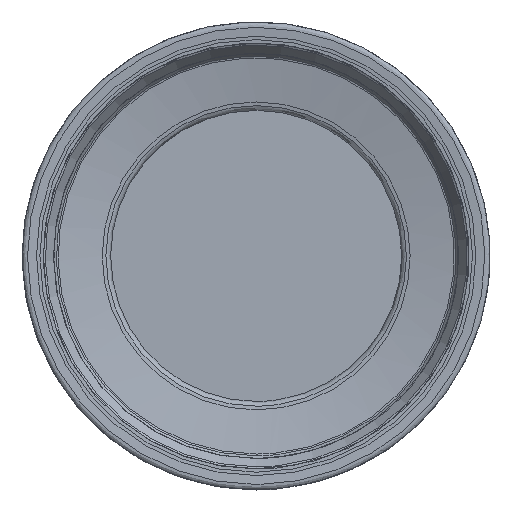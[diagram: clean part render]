
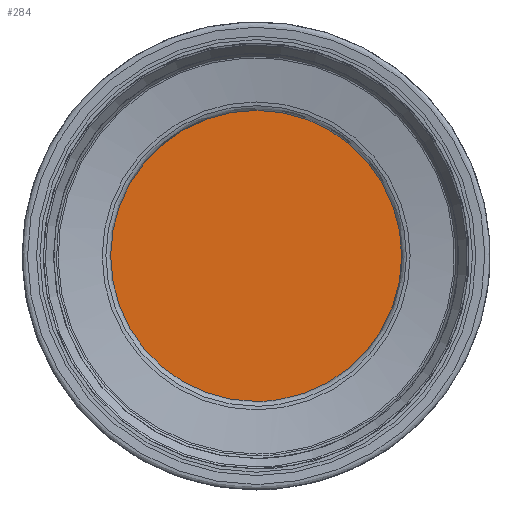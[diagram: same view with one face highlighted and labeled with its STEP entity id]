
A CAD part, left-side view. The second image highlights one B-rep face of the part: STEP entity #284.
In plain terms, the highlighted planar face has unit normal (-1, 0, 0).
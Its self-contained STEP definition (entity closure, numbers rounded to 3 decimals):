
#284=ADVANCED_FACE('',(#320),#317,.T.);
#317=PLANE('',#548);
#320=FACE_OUTER_BOUND('',#322,.T.);
#322=EDGE_LOOP('',(#386));
#386=ORIENTED_EDGE('',*,*,#482,.F.);
#450=VERTEX_POINT('',#734);
#482=EDGE_CURVE('',#450,#450,#514,.T.);
#514=CIRCLE('',#547,10.863);
#547=AXIS2_PLACEMENT_3D('',#733,#602,#603);
#548=AXIS2_PLACEMENT_3D('',#735,#604,#605);
#602=DIRECTION('',(1.,0.,0.));
#603=DIRECTION('',(0.,1.,0.));
#604=DIRECTION('',(-1.,0.,0.));
#605=DIRECTION('',(0.,-1.,0.));
#733=CARTESIAN_POINT('',(2.6,0.,0.));
#734=CARTESIAN_POINT('',(2.6,10.863,0.));
#735=CARTESIAN_POINT('',(2.6,10.863,0.));
